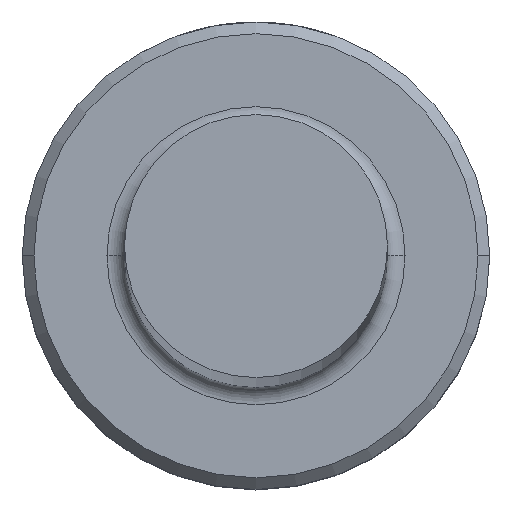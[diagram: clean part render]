
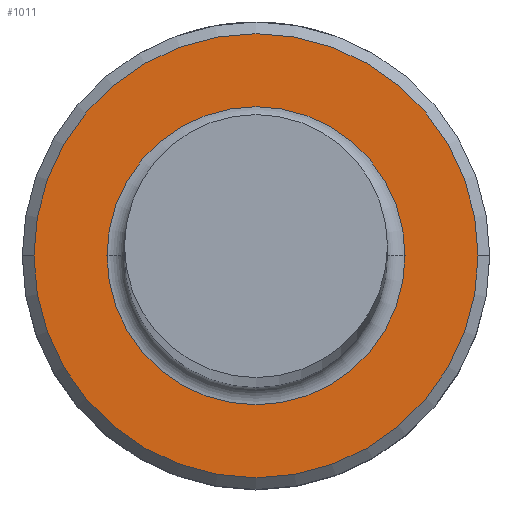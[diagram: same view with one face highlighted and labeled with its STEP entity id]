
A CAD part, top view. The second image highlights one B-rep face of the part: STEP entity #1011.
In plain terms, the highlighted planar face has unit normal (0, 0, 1).
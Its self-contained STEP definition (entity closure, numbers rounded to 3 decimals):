
#35 = ORIENTED_EDGE ( 'NONE', *, *, #985, .T. ) ;
#63 = EDGE_CURVE ( 'NONE', #523, #761, #665, .T. ) ;
#94 = DIRECTION ( 'NONE',  ( 0., 0., 1. ) ) ;
#163 = DIRECTION ( 'NONE',  ( -1., 0., 0. ) ) ;
#167 = VERTEX_POINT ( 'NONE', #1083 ) ;
#188 = FACE_OUTER_BOUND ( 'NONE', #577, .T. ) ;
#224 = CIRCLE ( 'NONE', #883, 2.55 ) ;
#261 = PLANE ( 'NONE',  #1069 ) ;
#276 = ORIENTED_EDGE ( 'NONE', *, *, #801, .T. ) ;
#365 = CARTESIAN_POINT ( 'NONE',  ( 2.55, 0., 5. ) ) ;
#403 = CIRCLE ( 'NONE', #1156, 3.8 ) ;
#404 = CARTESIAN_POINT ( 'NONE',  ( -2.55, 0., 5. ) ) ;
#427 = DIRECTION ( 'NONE',  ( 0., 0., 1. ) ) ;
#428 = DIRECTION ( 'NONE',  ( 0., 0., -1. ) ) ;
#450 = DIRECTION ( 'NONE',  ( 0., 0., 1. ) ) ;
#455 = AXIS2_PLACEMENT_3D ( 'NONE', #1007, #450, #1099 ) ;
#484 = ORIENTED_EDGE ( 'NONE', *, *, #914, .T. ) ;
#523 = VERTEX_POINT ( 'NONE', #365 ) ;
#542 = CIRCLE ( 'NONE', #455, 3.8 ) ;
#577 = EDGE_LOOP ( 'NONE', ( #276, #484 ) ) ;
#596 = CARTESIAN_POINT ( 'NONE',  ( 0., 0., 5. ) ) ;
#600 = CARTESIAN_POINT ( 'NONE',  ( 0., 0., 5. ) ) ;
#643 = FACE_BOUND ( 'NONE', #670, .T. ) ;
#665 = CIRCLE ( 'NONE', #712, 2.55 ) ;
#670 = EDGE_LOOP ( 'NONE', ( #35, #913 ) ) ;
#696 = DIRECTION ( 'NONE',  ( 1., 0., 0. ) ) ;
#712 = AXIS2_PLACEMENT_3D ( 'NONE', #596, #1060, #163 ) ;
#761 = VERTEX_POINT ( 'NONE', #404 ) ;
#801 = EDGE_CURVE ( 'NONE', #167, #841, #403, .T. ) ;
#841 = VERTEX_POINT ( 'NONE', #978 ) ;
#883 = AXIS2_PLACEMENT_3D ( 'NONE', #976, #428, #1070 ) ;
#913 = ORIENTED_EDGE ( 'NONE', *, *, #63, .T. ) ;
#914 = EDGE_CURVE ( 'NONE', #841, #167, #542, .T. ) ;
#973 = CARTESIAN_POINT ( 'NONE',  ( 0., 0., 5. ) ) ;
#976 = CARTESIAN_POINT ( 'NONE',  ( 0., 0., 5. ) ) ;
#978 = CARTESIAN_POINT ( 'NONE',  ( 3.8, 0., 5. ) ) ;
#985 = EDGE_CURVE ( 'NONE', #761, #523, #224, .T. ) ;
#1007 = CARTESIAN_POINT ( 'NONE',  ( 0., 0., 5. ) ) ;
#1011 = ADVANCED_FACE ( 'NONE', ( #188, #643 ), #261, .T. ) ;
#1060 = DIRECTION ( 'NONE',  ( 0., 0., -1. ) ) ;
#1067 = DIRECTION ( 'NONE',  ( 1., 0., 0. ) ) ;
#1069 = AXIS2_PLACEMENT_3D ( 'NONE', #600, #94, #696 ) ;
#1070 = DIRECTION ( 'NONE',  ( -1., 0., 0. ) ) ;
#1083 = CARTESIAN_POINT ( 'NONE',  ( -3.8, 0., 5. ) ) ;
#1099 = DIRECTION ( 'NONE',  ( 1., 0., 0. ) ) ;
#1156 = AXIS2_PLACEMENT_3D ( 'NONE', #973, #427, #1067 ) ;
